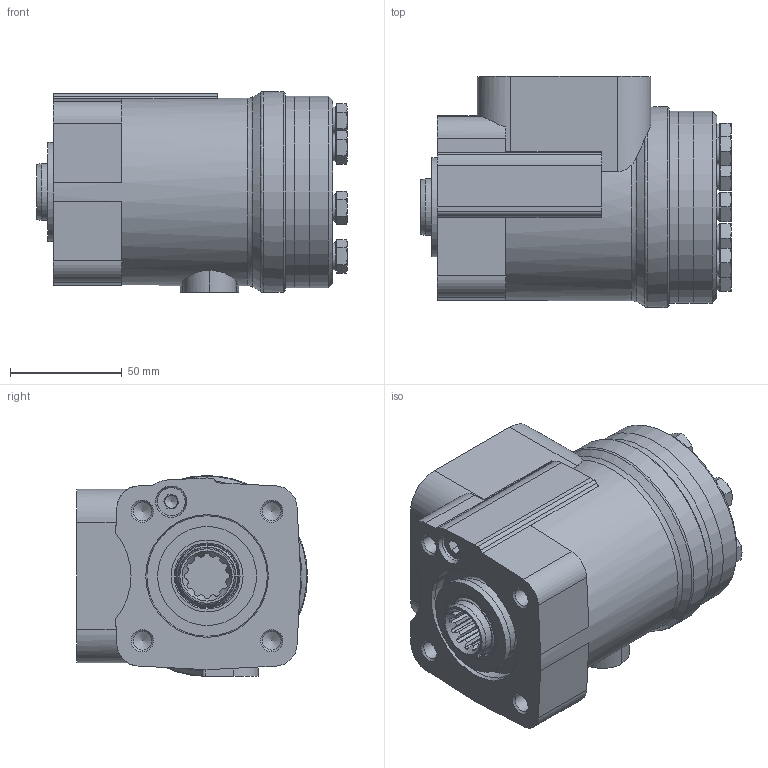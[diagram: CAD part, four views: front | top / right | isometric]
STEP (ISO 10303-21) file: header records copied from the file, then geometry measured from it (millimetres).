
FILE_DESCRIPTION(/* description */ ('STEP AP214'),/* implementation_level */ '2;1');
FILE_NAME(/* name */ 'HKU50_4',/* time_stamp */ '2023-03-07T08:41:43+01:00',/* author */ ('License CC BY-ND 4.0'),/* organization */ ('CADENAS'),/* preprocessor_version */ 'ST-DEVELOPER v18.102',/* originating_system */ 'PARTsolutions',/* authorisation */ ' ');
FILE_SCHEMA (('AUTOMOTIVE_DESIGN {1 0 10303 214 3 1 1}'));
Length unit declared in the file: millimetre
Products named in the file (4): HKU50/4; HKU 347ec; Displacement 50; b
Assembly tree (3 placements, depth 2):
  HKU50/4
    HKU 347ec
    Displacement 50
    b
Bounding box: 139.27 x 103.5 x 90 mm (x, y, z)
Volume: 850215 mm3; surface area: 94064.3 mm2
Topology: 3 solids, 3 shells, 355 faces, 844 edges, 521 vertices
Faces by surface type: plane 148, cylinder 129, cone 72, torus 6
Full cylindrical faces by diameter (mm): 5.6 x1, 5.8 x1, 8.376 x4, 8.917 x2, 12 x7, 12.5 x1, 13 x9, 18.631 x4, 25.4 x1, 29.6 x1, 32.27 x1, 40 x1, 44.4 x1, 54 x1, 86 x3, 90 x1
Entity records: 10005 total; most frequent: CARTESIAN_POINT 2108, DIRECTION 1638, ORIENTED_EDGE 1516, EDGE_CURVE 758, AXIS2_PLACEMENT_3D 671, VERTEX_POINT 519, FACE_BOUND 465, EDGE_LOOP 453
